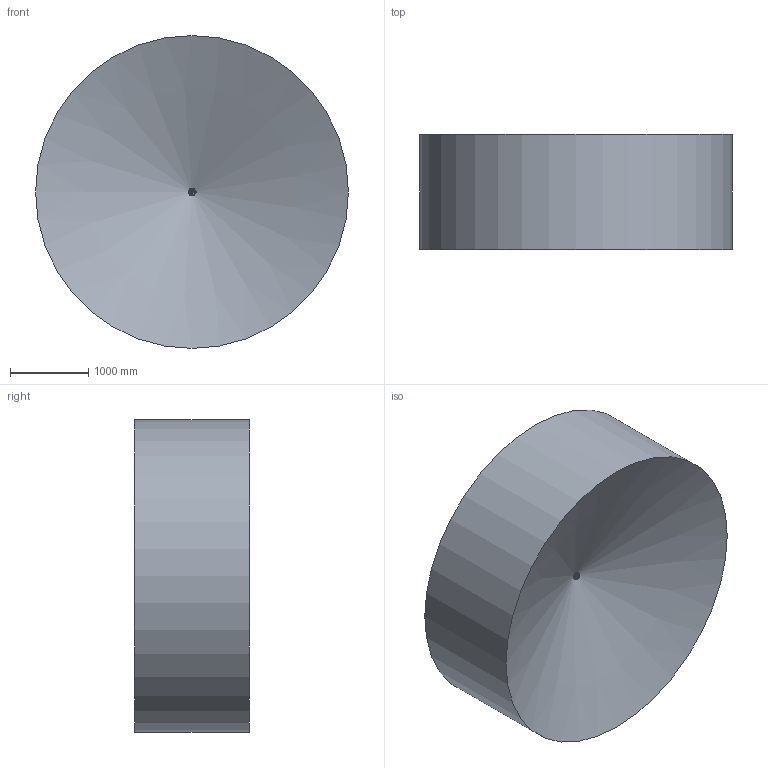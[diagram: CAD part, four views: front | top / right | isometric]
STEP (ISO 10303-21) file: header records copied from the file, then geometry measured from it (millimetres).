
FILE_DESCRIPTION (( 'STEP AP214' ), '1' );
FILE_NAME ('XTM諉彶FOV.STEP', '2021-07-13T03:35:15', ( '' ), ( '' ), 'SwSTEP 2.0', 'SolidWorks 2019', '' );
FILE_SCHEMA (( 'AUTOMOTIVE_DESIGN' ));
Length unit declared in the file: millimetre
Products named in the file (10): XTM俋夤郪璃; 21766020-XTM-階裔; 10790865-蟀諉ん-EEG_0T_309_CLN; eeg_0t_309_cln_胶圈0.65; XTM諉彶弝部褒360∼; eeg_0t_309_cln_01; XTM諉彶FOV; 21765430-XTM-菁釱; 21765111-XTM-嫖欶; eeg_0t_309_cln_02
Assembly tree (9 placements, depth 4):
  XTM諉彶FOV
    XTM俋夤郪璃
      21765430-XTM-菁釱
      10790865-蟀諉ん-EEG_0T_309_CLN
        eeg_0t_309_cln_01
        eeg_0t_309_cln_02
        eeg_0t_309_cln_胶圈0.65
      21765111-XTM-嫖欶
      21766020-XTM-階裔
    XTM諉彶弝部褒360∼
Bounding box: 4000 x 1468.58 x 4000 mm (x, y, z)
Volume: 12305744324.2 mm3; surface area: 45314853.1 mm2
Topology: 7 solids, 7 shells, 1057 faces, 2753 edges, 1803 vertices
Faces by surface type: plane 510, cylinder 280, bspline 135, torus 77, cone 55
Full cylindrical faces by diameter (mm): 0.5 x9, 1.25 x4, 1.6 x6, 2.05 x4, 3 x3, 3.3 x4, 4 x4, 5.6 x2, 7.6 x2, 8 x1, 8.01 x1, 8.4 x1, 9 x1, 10.7 x1, 12 x1, 61 x1, 83.8 x1, 85.4 x1, 86.4 x1, 88 x1, 88.4 x1, 89 x1, 89.2 x1, 89.4 x1, 91 x1, 93 x1, 4000 x1
Entity records: 46259 total; most frequent: CARTESIAN_POINT 15670, ORIENTED_EDGE 5280, DIRECTION 4772, EDGE_CURVE 2640, VERTEX_POINT 1776, AXIS2_PLACEMENT_3D 1688, LINE 1396, VECTOR 1396
